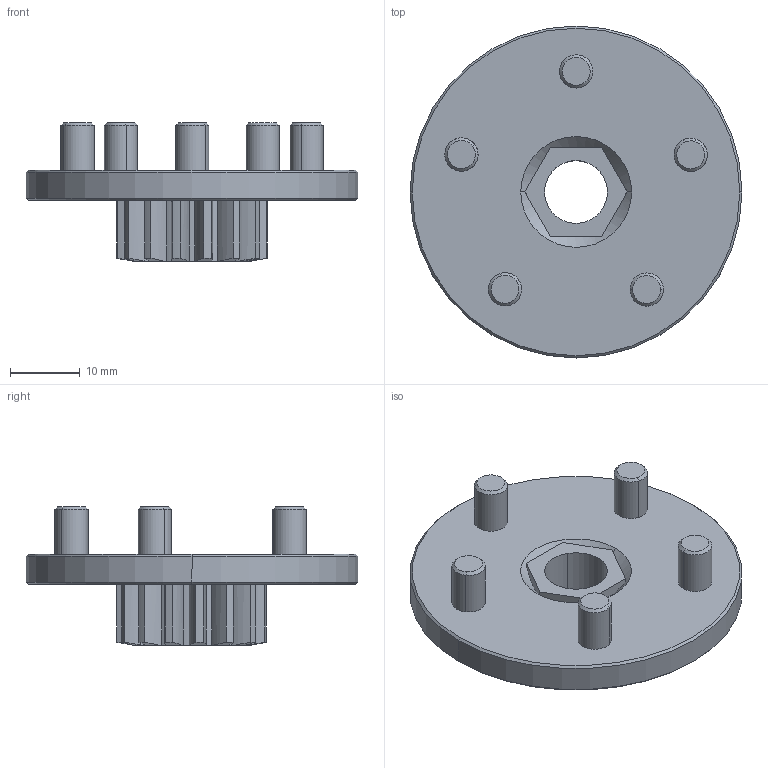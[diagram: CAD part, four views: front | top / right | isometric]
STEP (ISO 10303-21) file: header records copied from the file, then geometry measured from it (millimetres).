
FILE_DESCRIPTION (( 'STEP AP214' ), '1' );
FILE_NAME ('am-0247 GEM Stage 1 assy Rev2.STEP', '2015-12-21T16:31:43', ( '' ), ( '' ), 'SwSTEP 2.0', 'SolidWorks 2014', '' );
FILE_SCHEMA (( 'AUTOMOTIVE_DESIGN' ));
Length unit declared in the file: inch
Products named in the file (4): GEM Dowel; GEM SUN Gear 15t; am-0247 GEM Stage 1 assy Rev2; GEM Carrier Plate
Assembly tree (7 placements, depth 2):
  am-0247 GEM Stage 1 assy Rev2
    GEM Carrier Plate
    GEM Dowel  x5
    GEM SUN Gear 15t
Bounding box: 47.57 x 47.57 x 19.85 mm (x, y, z)
Volume: 9849.5 mm3; surface area: 7170.3 mm2
Topology: 7 solids, 7 shells, 155 faces, 394 edges, 254 vertices
Faces by surface type: cylinder 85, cone 43, plane 27
Entity records: 4313 total; most frequent: CARTESIAN_POINT 855, DIRECTION 747, ORIENTED_EDGE 676, EDGE_CURVE 338, AXIS2_PLACEMENT_3D 314, VERTEX_POINT 222, CIRCLE 181, EDGE_LOOP 138
